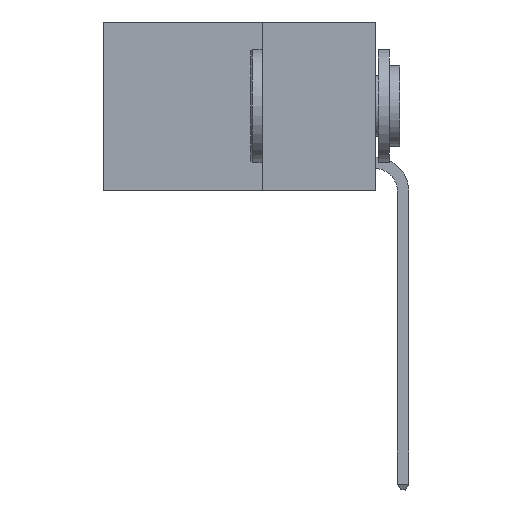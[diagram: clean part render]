
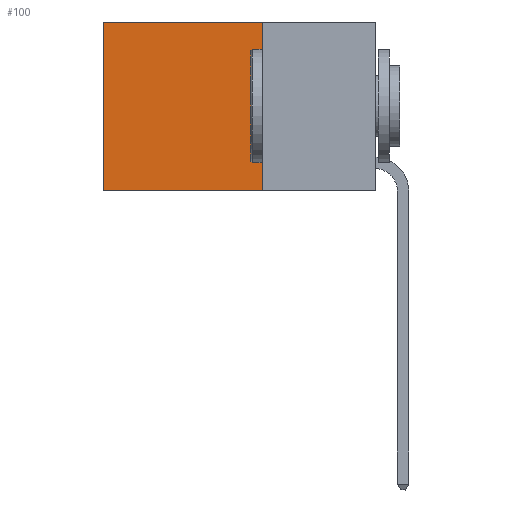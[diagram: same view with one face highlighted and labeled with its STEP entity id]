
A CAD part, left-side view. The second image highlights one B-rep face of the part: STEP entity #100.
In plain terms, the highlighted planar face has unit normal (-1, 0, 0).
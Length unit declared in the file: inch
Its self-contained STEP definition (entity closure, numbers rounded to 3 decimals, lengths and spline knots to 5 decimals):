
#100 = ADVANCED_FACE ( 'NONE', ( #4047 ), #8933, .F. ) ;
#235 = VERTEX_POINT ( 'NONE', #10590 ) ;
#564 = CARTESIAN_POINT ( 'NONE',  ( 0.2625, 0.6, -0.37 ) ) ;
#986 = DIRECTION ( 'NONE',  ( 0., 0., -1. ) ) ;
#1422 = VECTOR ( 'NONE', #986, 39.37008 ) ;
#1559 = EDGE_CURVE ( 'NONE', #5678, #14577, #6948, .T. ) ;
#2240 = DIRECTION ( 'NONE',  ( 0., 1., 0. ) ) ;
#3255 = CARTESIAN_POINT ( 'NONE',  ( 0.2625, 0.6, 0. ) ) ;
#3395 = DIRECTION ( 'NONE',  ( 0., 1., 0. ) ) ;
#3559 = CARTESIAN_POINT ( 'NONE',  ( 0.2625, 0.6, 0. ) ) ;
#4047 = FACE_OUTER_BOUND ( 'NONE', #7975, .T. ) ;
#4304 = ORIENTED_EDGE ( 'NONE', *, *, #5873, .F. ) ;
#5451 = DIRECTION ( 'NONE',  ( 0., 0., -1. ) ) ;
#5678 = VERTEX_POINT ( 'NONE', #3559 ) ;
#5873 = EDGE_CURVE ( 'NONE', #235, #8478, #13120, .T. ) ;
#6181 = ORIENTED_EDGE ( 'NONE', *, *, #7189, .T. ) ;
#6633 = CARTESIAN_POINT ( 'NONE',  ( 0.2625, 0.25, 0. ) ) ;
#6948 = LINE ( 'NONE', #3255, #13539 ) ;
#7179 = CARTESIAN_POINT ( 'NONE',  ( 0.2625, 0.25, 0. ) ) ;
#7189 = EDGE_CURVE ( 'NONE', #235, #5678, #13264, .T. ) ;
#7975 = EDGE_LOOP ( 'NONE', ( #8128, #14553, #4304, #6181 ) ) ;
#8128 = ORIENTED_EDGE ( 'NONE', *, *, #1559, .T. ) ;
#8478 = VERTEX_POINT ( 'NONE', #15263 ) ;
#8933 = PLANE ( 'NONE',  #14668 ) ;
#10260 = VECTOR ( 'NONE', #2240, 39.37008 ) ;
#10590 = CARTESIAN_POINT ( 'NONE',  ( 0.2625, 0.25, 0. ) ) ;
#10874 = EDGE_CURVE ( 'NONE', #8478, #14577, #13179, .T. ) ;
#10898 = CARTESIAN_POINT ( 'NONE',  ( 0.2625, 0.25, 0. ) ) ;
#11381 = DIRECTION ( 'NONE',  ( 1., 0., 0. ) ) ;
#11689 = DIRECTION ( 'NONE',  ( 0., 0., -1. ) ) ;
#13120 = LINE ( 'NONE', #7179, #1422 ) ;
#13179 = LINE ( 'NONE', #14357, #15115 ) ;
#13264 = LINE ( 'NONE', #10898, #10260 ) ;
#13539 = VECTOR ( 'NONE', #11689, 39.37008 ) ;
#14357 = CARTESIAN_POINT ( 'NONE',  ( 0.2625, 0.25, -0.37 ) ) ;
#14553 = ORIENTED_EDGE ( 'NONE', *, *, #10874, .F. ) ;
#14577 = VERTEX_POINT ( 'NONE', #564 ) ;
#14668 = AXIS2_PLACEMENT_3D ( 'NONE', #6633, #11381, #5451 ) ;
#15115 = VECTOR ( 'NONE', #3395, 39.37008 ) ;
#15263 = CARTESIAN_POINT ( 'NONE',  ( 0.2625, 0.25, -0.37 ) ) ;
